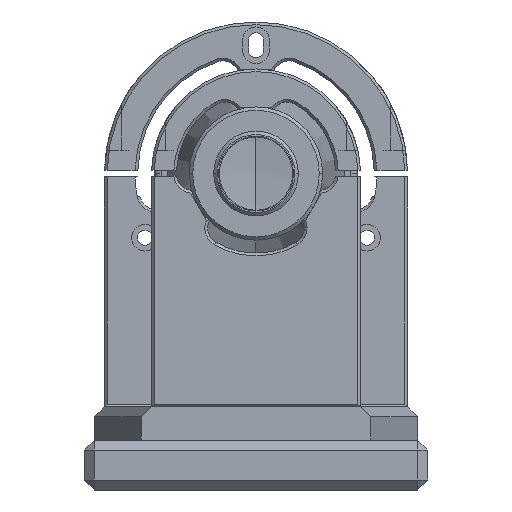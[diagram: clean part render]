
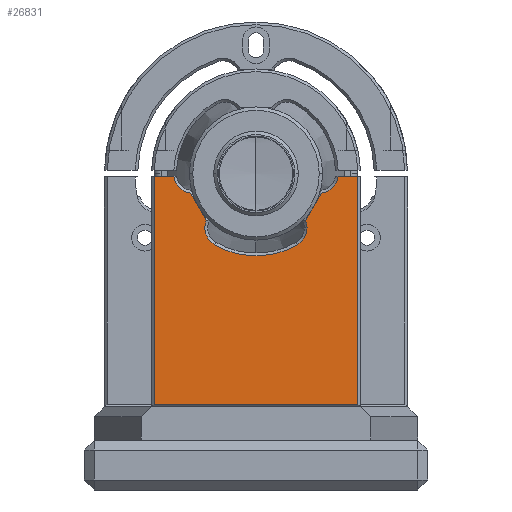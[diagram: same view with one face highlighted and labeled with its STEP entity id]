
A CAD part, left-side view. The second image highlights one B-rep face of the part: STEP entity #26831.
In plain terms, the highlighted planar face has unit normal (-1, 0, 0).
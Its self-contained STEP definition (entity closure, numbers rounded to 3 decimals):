
#429 = DIRECTION ( 'NONE',  ( 0., -1., 0. ) ) ;
#443 = DIRECTION ( 'NONE',  ( 0., -1., 0. ) ) ;
#615 = ORIENTED_EDGE ( 'NONE', *, *, #17400, .T. ) ;
#1511 = FACE_OUTER_BOUND ( 'NONE', #13282, .T. ) ;
#1577 = CARTESIAN_POINT ( 'NONE',  ( -235.5, -30.6, 94.25 ) ) ;
#2553 = EDGE_CURVE ( 'NONE', #5927, #4121, #12055, .T. ) ;
#2783 = LINE ( 'NONE', #10895, #8131 ) ;
#3076 = ORIENTED_EDGE ( 'NONE', *, *, #7499, .T. ) ;
#3273 = CARTESIAN_POINT ( 'NONE',  ( -235.5, -30.6, 25.8 ) ) ;
#3635 = CARTESIAN_POINT ( 'NONE',  ( -235.5, 17.234, 85.05 ) ) ;
#4121 = VERTEX_POINT ( 'NONE', #7830 ) ;
#4180 = CARTESIAN_POINT ( 'NONE',  ( -235.5, -24.663, 94.25 ) ) ;
#4653 = EDGE_CURVE ( 'NONE', #9619, #22458, #22104, .T. ) ;
#4981 = AXIS2_PLACEMENT_3D ( 'NONE', #5968, #24341, #8600 ) ;
#5444 = AXIS2_PLACEMENT_3D ( 'NONE', #25590, #9840, #28207 ) ;
#5902 = ORIENTED_EDGE ( 'NONE', *, *, #27528, .T. ) ;
#5927 = VERTEX_POINT ( 'NONE', #25125 ) ;
#5968 = CARTESIAN_POINT ( 'NONE',  ( -235.5, 18.9, 94.902 ) ) ;
#5997 = CARTESIAN_POINT ( 'NONE',  ( -235.5, -15.335, 78.681 ) ) ;
#6133 = EDGE_CURVE ( 'NONE', #29891, #20687, #19229, .T. ) ;
#6281 = DIRECTION ( 'NONE',  ( 1., 0., 0. ) ) ;
#6287 = ORIENTED_EDGE ( 'NONE', *, *, #31598, .T. ) ;
#6363 = AXIS2_PLACEMENT_3D ( 'NONE', #7423, #25793, #10058 ) ;
#7423 = CARTESIAN_POINT ( 'NONE',  ( -235.5, 0., 95. ) ) ;
#7499 = EDGE_CURVE ( 'NONE', #20687, #32097, #22327, .T. ) ;
#7830 = CARTESIAN_POINT ( 'NONE',  ( -235.5, 19.598, 89.144 ) ) ;
#8131 = VECTOR ( 'NONE', #429, 1000. ) ;
#8496 = CARTESIAN_POINT ( 'NONE',  ( -235.5, -18.9, 94.902 ) ) ;
#8600 = DIRECTION ( 'NONE',  ( 0., -1., 0. ) ) ;
#9493 = CIRCLE ( 'NONE', #4981, 5.8 ) ;
#9619 = VERTEX_POINT ( 'NONE', #32170 ) ;
#9629 = CIRCLE ( 'NONE', #11783, 5.8 ) ;
#9840 = DIRECTION ( 'NONE',  ( 1., 0., 0. ) ) ;
#10032 = CARTESIAN_POINT ( 'NONE',  ( -235.5, -12.461, 73.673 ) ) ;
#10058 = DIRECTION ( 'NONE',  ( 0., -1., 0. ) ) ;
#10084 = ORIENTED_EDGE ( 'NONE', *, *, #18906, .T. ) ;
#10472 = LINE ( 'NONE', #26266, #30576 ) ;
#10527 = CARTESIAN_POINT ( 'NONE',  ( -235.5, 12.461, 73.673 ) ) ;
#10626 = VERTEX_POINT ( 'NONE', #5997 ) ;
#10895 = CARTESIAN_POINT ( 'NONE',  ( -235.5, 65.904, 94.25 ) ) ;
#11133 = DIRECTION ( 'NONE',  ( 0., -1., 0. ) ) ;
#11783 = AXIS2_PLACEMENT_3D ( 'NONE', #22042, #6281, #24649 ) ;
#11976 = CARTESIAN_POINT ( 'NONE',  ( -235.5, -9.535, 78.681 ) ) ;
#12055 = LINE ( 'NONE', #3635, #26048 ) ;
#12059 = VERTEX_POINT ( 'NONE', #13795 ) ;
#12428 = CARTESIAN_POINT ( 'NONE',  ( -235.5, -30.6, 95. ) ) ;
#12874 = LINE ( 'NONE', #23800, #19061 ) ;
#13282 = EDGE_LOOP ( 'NONE', ( #19479, #615, #23064, #31550, #32003, #3076, #6287, #5902, #14295, #10084, #23668, #32888, #31178 ) ) ;
#13795 = CARTESIAN_POINT ( 'NONE',  ( -235.5, 30.6, 25.8 ) ) ;
#14295 = ORIENTED_EDGE ( 'NONE', *, *, #14779, .T. ) ;
#14404 = VERTEX_POINT ( 'NONE', #10527 ) ;
#14574 = VERTEX_POINT ( 'NONE', #3273 ) ;
#14614 = DIRECTION ( 'NONE',  ( 0., -1., 0. ) ) ;
#14779 = EDGE_CURVE ( 'NONE', #32022, #14404, #24577, .T. ) ;
#14884 = CARTESIAN_POINT ( 'NONE',  ( -235.5, 24.663, 94.25 ) ) ;
#16205 = DIRECTION ( 'NONE',  ( -1., 0., 0. ) ) ;
#17400 = EDGE_CURVE ( 'NONE', #12059, #14574, #10472, .T. ) ;
#17902 = DIRECTION ( 'NONE',  ( 0., -1., 0. ) ) ;
#18152 = CARTESIAN_POINT ( 'NONE',  ( -235.5, 65.904, 94.25 ) ) ;
#18162 = CARTESIAN_POINT ( 'NONE',  ( -235.5, -19.598, 89.144 ) ) ;
#18208 = AXIS2_PLACEMENT_3D ( 'NONE', #11976, #30325, #14614 ) ;
#18690 = EDGE_CURVE ( 'NONE', #4121, #22458, #9493, .T. ) ;
#18773 = AXIS2_PLACEMENT_3D ( 'NONE', #8496, #26872, #11133 ) ;
#18906 = EDGE_CURVE ( 'NONE', #14404, #5927, #23824, .T. ) ;
#19061 = VECTOR ( 'NONE', #31823, 1000. ) ;
#19229 = CIRCLE ( 'NONE', #18773, 5.8 ) ;
#19479 = ORIENTED_EDGE ( 'NONE', *, *, #28002, .T. ) ;
#20212 = CIRCLE ( 'NONE', #18208, 5.8 ) ;
#20687 = VERTEX_POINT ( 'NONE', #18162 ) ;
#20999 = DIRECTION ( 'NONE',  ( 0., 0.5, -0.866 ) ) ;
#21952 = DIRECTION ( 'NONE',  ( 0., 0.5, 0.866 ) ) ;
#22042 = CARTESIAN_POINT ( 'NONE',  ( -235.5, -9.535, 78.681 ) ) ;
#22104 = LINE ( 'NONE', #18152, #28213 ) ;
#22327 = LINE ( 'NONE', #26156, #27650 ) ;
#22458 = VERTEX_POINT ( 'NONE', #14884 ) ;
#22875 = DIRECTION ( 'NONE',  ( 0., 0., 1. ) ) ;
#23064 = ORIENTED_EDGE ( 'NONE', *, *, #31708, .T. ) ;
#23668 = ORIENTED_EDGE ( 'NONE', *, *, #2553, .T. ) ;
#23800 = CARTESIAN_POINT ( 'NONE',  ( -235.5, 30.6, 25. ) ) ;
#23824 = CIRCLE ( 'NONE', #5444, 5.8 ) ;
#23838 = AXIS2_PLACEMENT_3D ( 'NONE', #31902, #16205, #443 ) ;
#24341 = DIRECTION ( 'NONE',  ( 1., 0., 0. ) ) ;
#24577 = CIRCLE ( 'NONE', #6363, 24.7 ) ;
#24649 = DIRECTION ( 'NONE',  ( 0., -1., 0. ) ) ;
#25125 = CARTESIAN_POINT ( 'NONE',  ( -235.5, 14.87, 80.956 ) ) ;
#25503 = VERTEX_POINT ( 'NONE', #1577 ) ;
#25590 = CARTESIAN_POINT ( 'NONE',  ( -235.5, 9.535, 78.681 ) ) ;
#25793 = DIRECTION ( 'NONE',  ( 1., 0., 0. ) ) ;
#26048 = VECTOR ( 'NONE', #21952, 1000. ) ;
#26156 = CARTESIAN_POINT ( 'NONE',  ( -235.5, -17.234, 85.05 ) ) ;
#26266 = CARTESIAN_POINT ( 'NONE',  ( -235.5, 0., 25.8 ) ) ;
#26557 = PLANE ( 'NONE',  #23838 ) ;
#26768 = LINE ( 'NONE', #12428, #33697 ) ;
#26831 = ADVANCED_FACE ( 'NONE', ( #1511 ), #26557, .T. ) ;
#26872 = DIRECTION ( 'NONE',  ( 1., 0., 0. ) ) ;
#27528 = EDGE_CURVE ( 'NONE', #10626, #32022, #9629, .T. ) ;
#27650 = VECTOR ( 'NONE', #20999, 1000. ) ;
#28002 = EDGE_CURVE ( 'NONE', #9619, #12059, #12874, .T. ) ;
#28207 = DIRECTION ( 'NONE',  ( 0., -1., 0. ) ) ;
#28213 = VECTOR ( 'NONE', #31194, 1000. ) ;
#28628 = EDGE_CURVE ( 'NONE', #29891, #25503, #2783, .T. ) ;
#28752 = CARTESIAN_POINT ( 'NONE',  ( -235.5, -14.87, 80.956 ) ) ;
#29891 = VERTEX_POINT ( 'NONE', #4180 ) ;
#30325 = DIRECTION ( 'NONE',  ( 1., 0., 0. ) ) ;
#30576 = VECTOR ( 'NONE', #17902, 1000. ) ;
#31178 = ORIENTED_EDGE ( 'NONE', *, *, #4653, .F. ) ;
#31194 = DIRECTION ( 'NONE',  ( 0., -1., 0. ) ) ;
#31550 = ORIENTED_EDGE ( 'NONE', *, *, #28628, .F. ) ;
#31598 = EDGE_CURVE ( 'NONE', #32097, #10626, #20212, .T. ) ;
#31708 = EDGE_CURVE ( 'NONE', #14574, #25503, #26768, .T. ) ;
#31823 = DIRECTION ( 'NONE',  ( 0., 0., -1. ) ) ;
#31902 = CARTESIAN_POINT ( 'NONE',  ( -235.5, 0., 95. ) ) ;
#32003 = ORIENTED_EDGE ( 'NONE', *, *, #6133, .T. ) ;
#32022 = VERTEX_POINT ( 'NONE', #10032 ) ;
#32097 = VERTEX_POINT ( 'NONE', #28752 ) ;
#32170 = CARTESIAN_POINT ( 'NONE',  ( -235.5, 30.6, 94.25 ) ) ;
#32888 = ORIENTED_EDGE ( 'NONE', *, *, #18690, .T. ) ;
#33697 = VECTOR ( 'NONE', #22875, 1000. ) ;
